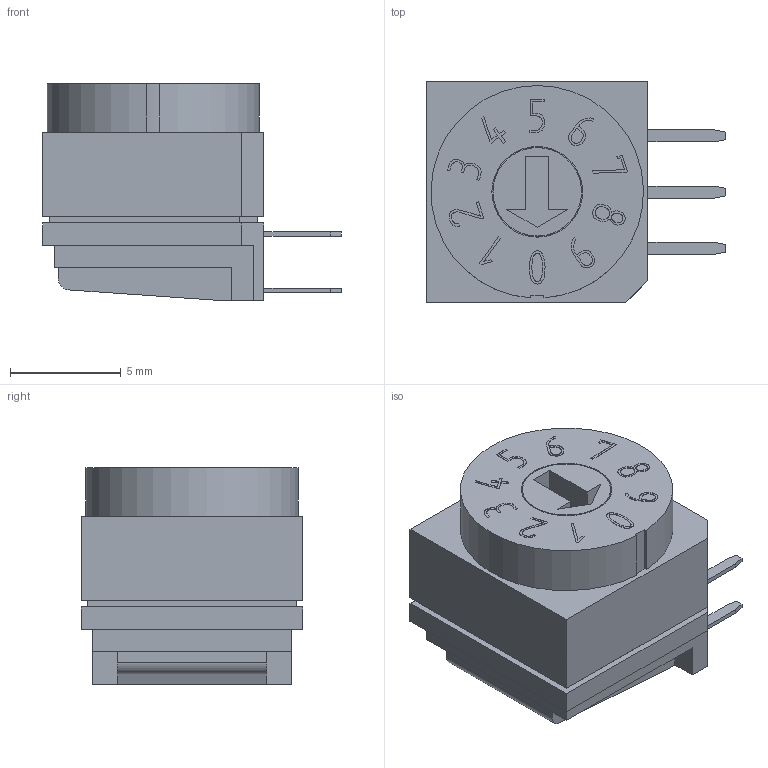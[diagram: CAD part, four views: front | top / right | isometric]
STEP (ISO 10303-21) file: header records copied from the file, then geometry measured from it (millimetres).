
FILE_DESCRIPTION(/* description */ ('Unknown'),/* implementation_level */ '2;1');
FILE_NAME(/* name */ '428427320910_10_Pos',/* time_stamp */ '2025-11-04T08:30:40+01:00',/* author */ ('Unknown'),/* organization */ ('Unknown'),/* preprocessor_version */ 'ST-DEVELOPER v19.4',/* originating_system */ 'Solid Edge',/* authorisation */ 'Unknown');
FILE_SCHEMA (('AUTOMOTIVE_DESIGN {1 0 10303 214 3 1 1}'));
Length unit declared in the file: millimetre
Products named in the file (1): 428427320910_10_Pos
Bounding box: 13.5 x 10 x 9.8 mm (x, y, z)
Volume: 828 mm3; surface area: 680.3 mm2
Topology: 1 solids, 1 shells, 195 faces, 501 edges, 332 vertices
Faces by surface type: plane 162, bspline 28, cylinder 5
Full cylindrical faces by diameter (mm): 4 x1, 4.1 x1
Entity records: 8124 total; most frequent: CARTESIAN_POINT 2373, ORIENTED_EDGE 990, DIRECTION 691, EDGE_CURVE 495, LINE 335, VECTOR 335, VERTEX_POINT 332, EDGE_LOOP 225
